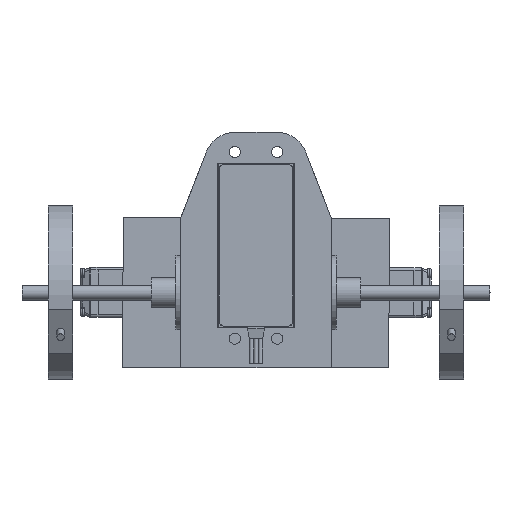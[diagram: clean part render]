
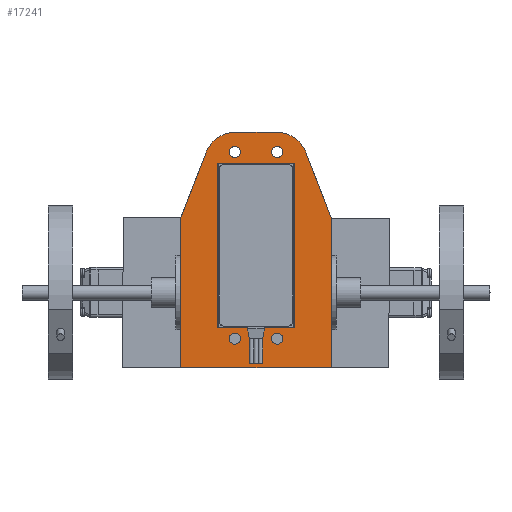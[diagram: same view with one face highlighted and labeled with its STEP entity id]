
A CAD part, front view. The second image highlights one B-rep face of the part: STEP entity #17241.
In plain terms, the highlighted face is planar.
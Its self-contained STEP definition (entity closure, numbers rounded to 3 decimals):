
#473=FACE_BOUND('',#2423,.T.);
#474=FACE_BOUND('',#2424,.T.);
#475=FACE_BOUND('',#2425,.T.);
#476=FACE_BOUND('',#2426,.T.);
#477=FACE_BOUND('',#2427,.T.);
#824=PLANE('',#18809);
#1507=FACE_OUTER_BOUND('',#2422,.T.);
#2422=EDGE_LOOP('',(#13213,#13214,#13215,#13216,#13217,#13218,#13219,#13220));
#2423=EDGE_LOOP('',(#13221,#13222,#13223,#13224));
#2424=EDGE_LOOP('',(#13225));
#2425=EDGE_LOOP('',(#13226));
#2426=EDGE_LOOP('',(#13227));
#2427=EDGE_LOOP('',(#13228));
#3697=LINE('',#27520,#5323);
#3701=LINE('',#27529,#5327);
#3704=LINE('',#27535,#5330);
#3707=LINE('',#27541,#5333);
#3710=LINE('',#27549,#5336);
#3712=LINE('',#27555,#5338);
#3713=LINE('',#27557,#5339);
#3714=LINE('',#27558,#5340);
#3715=LINE('',#27559,#5341);
#3716=LINE('',#27560,#5342);
#5323=VECTOR('',#21584,10.);
#5327=VECTOR('',#21590,10.);
#5330=VECTOR('',#21595,10.);
#5333=VECTOR('',#21600,10.);
#5336=VECTOR('',#21609,10.);
#5338=VECTOR('',#21617,10.);
#5339=VECTOR('',#21618,10.);
#5340=VECTOR('',#21619,10.);
#5341=VECTOR('',#21620,10.);
#5342=VECTOR('',#21621,10.);
#6594=CIRCLE('',#18791,2.25);
#6596=CIRCLE('',#18794,2.25);
#6598=CIRCLE('',#18797,2.25);
#6599=CIRCLE('',#18799,2.25);
#6600=CIRCLE('',#18805,12.33);
#6601=CIRCLE('',#18808,12.33);
#7635=VERTEX_POINT('',#27497);
#7637=VERTEX_POINT('',#27503);
#7639=VERTEX_POINT('',#27509);
#7640=VERTEX_POINT('',#27513);
#7641=VERTEX_POINT('',#27517);
#7642=VERTEX_POINT('',#27519);
#7645=VERTEX_POINT('',#27526);
#7646=VERTEX_POINT('',#27528);
#7647=VERTEX_POINT('',#27532);
#7648=VERTEX_POINT('',#27534);
#7649=VERTEX_POINT('',#27538);
#7650=VERTEX_POINT('',#27540);
#7651=VERTEX_POINT('',#27544);
#7652=VERTEX_POINT('',#27548);
#7653=VERTEX_POINT('',#27554);
#7654=VERTEX_POINT('',#27556);
#9721=EDGE_CURVE('',#7635,#7635,#6594,.T.);
#9724=EDGE_CURVE('',#7637,#7637,#6596,.T.);
#9727=EDGE_CURVE('',#7639,#7639,#6598,.T.);
#9729=EDGE_CURVE('',#7640,#7640,#6599,.T.);
#9732=EDGE_CURVE('',#7642,#7641,#3697,.T.);
#9736=EDGE_CURVE('',#7646,#7645,#3701,.T.);
#9739=EDGE_CURVE('',#7648,#7647,#3704,.T.);
#9742=EDGE_CURVE('',#7650,#7649,#3707,.T.);
#9744=EDGE_CURVE('',#7651,#7650,#6600,.T.);
#9746=EDGE_CURVE('',#7652,#7651,#3710,.T.);
#9748=EDGE_CURVE('',#7647,#7652,#6601,.T.);
#9749=EDGE_CURVE('',#7649,#7653,#3712,.T.);
#9750=EDGE_CURVE('',#7653,#7654,#3713,.T.);
#9751=EDGE_CURVE('',#7654,#7648,#3714,.T.);
#9752=EDGE_CURVE('',#7641,#7646,#3715,.T.);
#9753=EDGE_CURVE('',#7645,#7642,#3716,.T.);
#13213=ORIENTED_EDGE('',*,*,#9748,.T.);
#13214=ORIENTED_EDGE('',*,*,#9746,.T.);
#13215=ORIENTED_EDGE('',*,*,#9744,.T.);
#13216=ORIENTED_EDGE('',*,*,#9742,.T.);
#13217=ORIENTED_EDGE('',*,*,#9749,.T.);
#13218=ORIENTED_EDGE('',*,*,#9750,.T.);
#13219=ORIENTED_EDGE('',*,*,#9751,.T.);
#13220=ORIENTED_EDGE('',*,*,#9739,.T.);
#13221=ORIENTED_EDGE('',*,*,#9752,.T.);
#13222=ORIENTED_EDGE('',*,*,#9736,.T.);
#13223=ORIENTED_EDGE('',*,*,#9753,.T.);
#13224=ORIENTED_EDGE('',*,*,#9732,.T.);
#13225=ORIENTED_EDGE('',*,*,#9729,.T.);
#13226=ORIENTED_EDGE('',*,*,#9727,.T.);
#13227=ORIENTED_EDGE('',*,*,#9724,.T.);
#13228=ORIENTED_EDGE('',*,*,#9721,.T.);
#17241=ADVANCED_FACE('',(#1507,#473,#474,#475,#476,#477),#824,.T.);
#18791=AXIS2_PLACEMENT_3D('',#27498,#21559,#21560);
#18794=AXIS2_PLACEMENT_3D('',#27504,#21566,#21567);
#18797=AXIS2_PLACEMENT_3D('',#27510,#21573,#21574);
#18799=AXIS2_PLACEMENT_3D('',#27514,#21578,#21579);
#18805=AXIS2_PLACEMENT_3D('',#27545,#21604,#21605);
#18808=AXIS2_PLACEMENT_3D('',#27552,#21613,#21614);
#18809=AXIS2_PLACEMENT_3D('',#27553,#21615,#21616);
#21559=DIRECTION('center_axis',(0.,0.,-1.));
#21560=DIRECTION('ref_axis',(-1.,0.,0.));
#21566=DIRECTION('center_axis',(0.,0.,-1.));
#21567=DIRECTION('ref_axis',(-1.,0.,0.));
#21573=DIRECTION('center_axis',(0.,0.,-1.));
#21574=DIRECTION('ref_axis',(-1.,0.,0.));
#21578=DIRECTION('center_axis',(0.,0.,-1.));
#21579=DIRECTION('ref_axis',(-1.,0.,0.));
#21584=DIRECTION('',(-1.,0.,0.));
#21590=DIRECTION('',(1.,0.,0.));
#21595=DIRECTION('',(0.36,-0.933,0.));
#21600=DIRECTION('',(0.36,0.933,0.));
#21604=DIRECTION('center_axis',(0.,0.,1.));
#21605=DIRECTION('ref_axis',(0.,-1.,0.));
#21609=DIRECTION('',(1.,0.,0.));
#21613=DIRECTION('center_axis',(0.,0.,1.));
#21614=DIRECTION('ref_axis',(-0.933,-0.36,0.));
#21615=DIRECTION('center_axis',(0.,0.,1.));
#21616=DIRECTION('ref_axis',(1.,0.,0.));
#21617=DIRECTION('',(0.,1.,0.));
#21618=DIRECTION('',(-1.,0.,0.));
#21619=DIRECTION('',(0.,-1.,0.));
#21620=DIRECTION('',(0.,1.,0.));
#21621=DIRECTION('',(0.,-1.,0.));
#27497=CARTESIAN_POINT('',(-6.25,18.5,10.));
#27498=CARTESIAN_POINT('Origin',(-8.5,18.5,10.));
#27503=CARTESIAN_POINT('',(10.75,18.5,10.));
#27504=CARTESIAN_POINT('Origin',(8.5,18.5,10.));
#27509=CARTESIAN_POINT('',(10.75,-56.5,10.));
#27510=CARTESIAN_POINT('Origin',(8.5,-56.5,10.));
#27513=CARTESIAN_POINT('',(-6.25,-56.5,10.));
#27514=CARTESIAN_POINT('Origin',(-8.5,-56.5,10.));
#27517=CARTESIAN_POINT('',(-15.5,-52.,10.));
#27519=CARTESIAN_POINT('',(15.5,-52.,10.));
#27520=CARTESIAN_POINT('',(15.5,-52.,10.));
#27526=CARTESIAN_POINT('',(15.5,14.,10.));
#27528=CARTESIAN_POINT('',(-15.5,14.,10.));
#27529=CARTESIAN_POINT('',(-15.5,14.,10.));
#27532=CARTESIAN_POINT('',(-20.003,-56.44,10.));
#27534=CARTESIAN_POINT('',(-30.15,-30.15,10.));
#27535=CARTESIAN_POINT('',(-30.15,-30.15,10.));
#27538=CARTESIAN_POINT('',(30.15,-30.15,10.));
#27540=CARTESIAN_POINT('',(20.003,-56.44,10.));
#27541=CARTESIAN_POINT('',(20.003,-56.44,10.));
#27544=CARTESIAN_POINT('',(8.5,-64.33,10.));
#27545=CARTESIAN_POINT('Origin',(8.5,-52.,10.));
#27548=CARTESIAN_POINT('',(-8.5,-64.33,10.));
#27549=CARTESIAN_POINT('',(-8.5,-64.33,10.));
#27552=CARTESIAN_POINT('Origin',(-8.5,-52.,10.));
#27553=CARTESIAN_POINT('Origin',(0.,-17.09,10.));
#27554=CARTESIAN_POINT('',(30.15,30.15,10.));
#27555=CARTESIAN_POINT('',(30.15,-30.15,10.));
#27556=CARTESIAN_POINT('',(-30.15,30.15,10.));
#27557=CARTESIAN_POINT('',(30.15,30.15,10.));
#27558=CARTESIAN_POINT('',(-30.15,30.15,10.));
#27559=CARTESIAN_POINT('',(-15.5,-52.,10.));
#27560=CARTESIAN_POINT('',(15.5,14.,10.));
